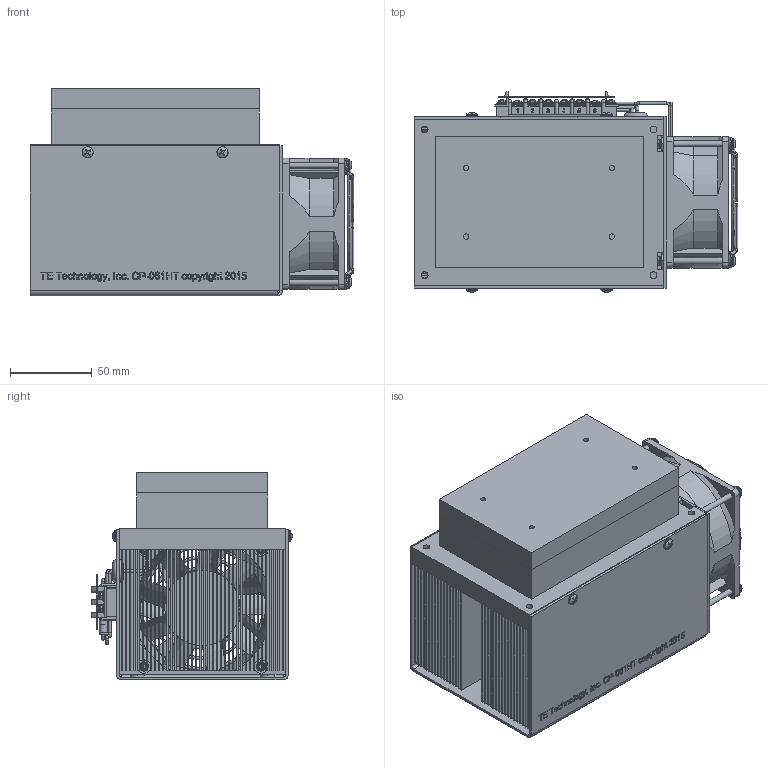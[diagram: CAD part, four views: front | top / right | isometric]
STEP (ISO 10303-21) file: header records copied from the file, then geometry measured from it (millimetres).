
FILE_DESCRIPTION(/* description */ ('Alibre Inc.'),/* implementation_level */ '2;1');
FILE_NAME(/* name */ 'export-94909AA0-95D4-45D1-A043-E32759967DFF',/* time_stamp */ '2021-07-27T16:27:35-04:00',/* author */ (''),/* organization */ (''),/* preprocessor_version */ 'ST-DEVELOPER v17',/* originating_system */ 'Alibre',/* authorisation */ '');
FILE_SCHEMA (('AUTOMOTIVE_DESIGN'));
Length unit declared in the file: inch
Products named in the file (50): rev k; rev J; PRODUCT_ID_1; FFC0848CE-P54C; sc80_w2
Bounding box: 197.5 x 122.38 x 126.85 mm (x, y, z)
Volume: 993693 mm3; surface area: 1012331.5 mm2
Topology: 154 solids, 154 shells, 3407 faces, 8440 edges, 5492 vertices
Faces by surface type: plane 2053, cylinder 551, bspline 414, torus 204, cone 160, sphere 25
Full cylindrical faces by diameter (mm): 1.422 x11, 1.524 x4, 1.694 x4, 1.829 x16, 2.156 x2, 2.159 x4, 2.388 x4, 2.459 x2, 2.642 x19, 2.845 x2, 3.242 x4, 3.505 x28, 3.658 x2, 4.134 x4, 4.166 x6, 4.216 x3, 4.267 x3, 4.318 x8, 4.699 x4, 4.826 x2, 5.08 x4, 5.563 x7, 5.74 x3, 6.299 x3, 6.35 x8, 6.401 x4, 6.858 x25, 9.525 x4, 9.652 x1, 10.312 x3
Entity records: 62454 total; most frequent: CARTESIAN_POINT 16353, ORIENTED_EDGE 9896, DIRECTION 7014, EDGE_CURVE 4948, VERTEX_POINT 3306, VECTOR 2967, LINE 2967, AXIS2_PLACEMENT_3D 2618
